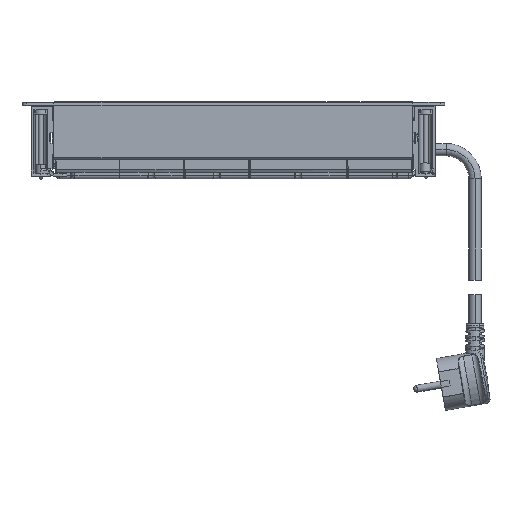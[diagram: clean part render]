
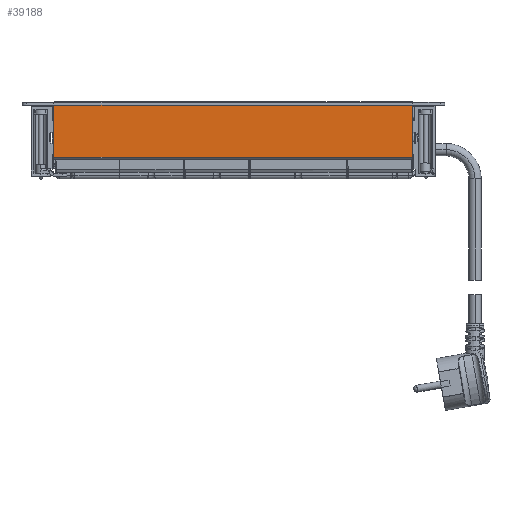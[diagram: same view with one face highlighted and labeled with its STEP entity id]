
A CAD part, front view. The second image highlights one B-rep face of the part: STEP entity #39188.
In plain terms, the highlighted planar face has unit normal (0, -1, 0).
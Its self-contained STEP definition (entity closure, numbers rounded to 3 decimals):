
#39175=AXIS2_PLACEMENT_3D('Plane Axis2P3D',#39172,#39173,#39174) ;
#37500=CARTESIAN_POINT('Vertex',(0.,-32.498,7.701)) ;
#37503=CARTESIAN_POINT('Line Origine',(0.,-32.498,25.6)) ;
#37507=CARTESIAN_POINT('Vertex',(0.,-32.498,43.5)) ;
#37855=CARTESIAN_POINT('Vertex',(247.51,-32.498,43.5)) ;
#37858=CARTESIAN_POINT('Line Origine',(247.51,-32.498,25.6)) ;
#37862=CARTESIAN_POINT('Vertex',(247.51,-32.498,7.701)) ;
#39160=CARTESIAN_POINT('Line Origine',(123.755,-32.498,7.701)) ;
#39172=CARTESIAN_POINT('Axis2P3D Location',(157.21,-32.498,7.701)) ;
#39177=CARTESIAN_POINT('Line Origine',(123.755,-32.498,43.5)) ;
#37504=DIRECTION('Vector Direction',(0.,0.,1.)) ;
#37859=DIRECTION('Vector Direction',(0.,0.,1.)) ;
#39161=DIRECTION('Vector Direction',(1.,0.,0.)) ;
#39173=DIRECTION('Axis2P3D Direction',(0.,1.,-0.)) ;
#39174=DIRECTION('Axis2P3D XDirection',(0.,0.,1.)) ;
#39178=DIRECTION('Vector Direction',(1.,0.,0.)) ;
#37505=VECTOR('Line Direction',#37504,1.) ;
#37860=VECTOR('Line Direction',#37859,1.) ;
#39162=VECTOR('Line Direction',#39161,1.) ;
#39179=VECTOR('Line Direction',#39178,1.) ;
#39183=ORIENTED_EDGE('',*,*,#37509,.T.) ;
#39184=ORIENTED_EDGE('',*,*,#39164,.T.) ;
#39185=ORIENTED_EDGE('',*,*,#37864,.F.) ;
#39186=ORIENTED_EDGE('',*,*,#39181,.F.) ;
#39188=ADVANCED_FACE('MULTI LINK WALL 8 MODULES.1\\D010350.1.1',(#39187),#39176,.F.) ;
#37509=EDGE_CURVE('',#37508,#37501,#37506,.F.) ;
#37864=EDGE_CURVE('',#37856,#37863,#37861,.F.) ;
#39164=EDGE_CURVE('',#37501,#37863,#39163,.T.) ;
#39181=EDGE_CURVE('',#37508,#37856,#39180,.T.) ;
#39182=EDGE_LOOP('',(#39183,#39184,#39185,#39186)) ;
#39187=FACE_OUTER_BOUND('',#39182,.T.) ;
#37506=LINE('Line',#37503,#37505) ;
#37861=LINE('Line',#37858,#37860) ;
#39163=LINE('Line',#39160,#39162) ;
#39180=LINE('Line',#39177,#39179) ;
#39176=PLANE('',#39175) ;
#37501=VERTEX_POINT('',#37500) ;
#37508=VERTEX_POINT('',#37507) ;
#37856=VERTEX_POINT('',#37855) ;
#37863=VERTEX_POINT('',#37862) ;
